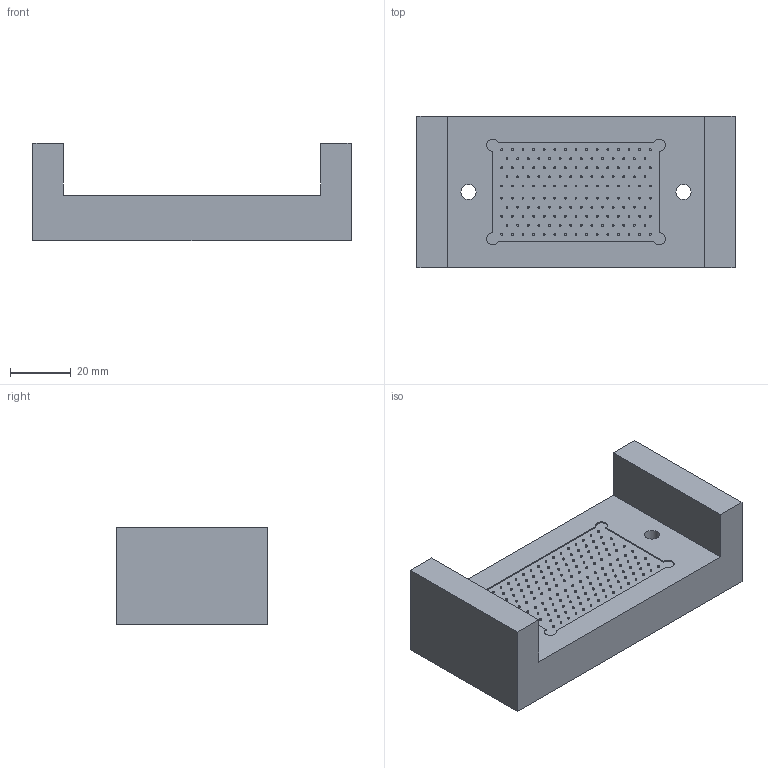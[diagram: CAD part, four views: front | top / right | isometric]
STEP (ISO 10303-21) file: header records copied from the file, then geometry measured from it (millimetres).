
FILE_DESCRIPTION(/* description */ ('Unknown'),/* implementation_level */ '2;1');
FILE_NAME(/* name */ 'flow1-17U-TIM',/* time_stamp */ '2017-07-10T13:18:56+02:00',/* author */ ('Unknown'),/* organization */ ('Unknown'),/* preprocessor_version */ 'ST-DEVELOPER v16.7',/* originating_system */ 'DEX',/* authorisation */ $);
FILE_SCHEMA (('AUTOMOTIVE_DESIGN {1 0 10303 214 3 1 1}'));
Length unit declared in the file: millimetre
Products named in the file (1): flow1-17U-TIM
Bounding box: 105 x 50 x 32.1 mm (x, y, z)
Volume: 94362.2 mm3; surface area: 20099.2 mm2
Topology: 1 solids, 1 shells, 384 faces, 678 edges, 452 vertices
Faces by surface type: plane 212, cylinder 156, bspline 14, cone 2
Full cylindrical faces by diameter (mm): 0.6 x146, 3.242 x4, 5 x2
Entity records: 11776 total; most frequent: CARTESIAN_POINT 1977, DIRECTION 1540, ORIENTED_EDGE 1032, FACE_BOUND 702, EDGE_LOOP 700, AXIS2_PLACEMENT_3D 681, EDGE_CURVE 516, VERTEX_POINT 448
